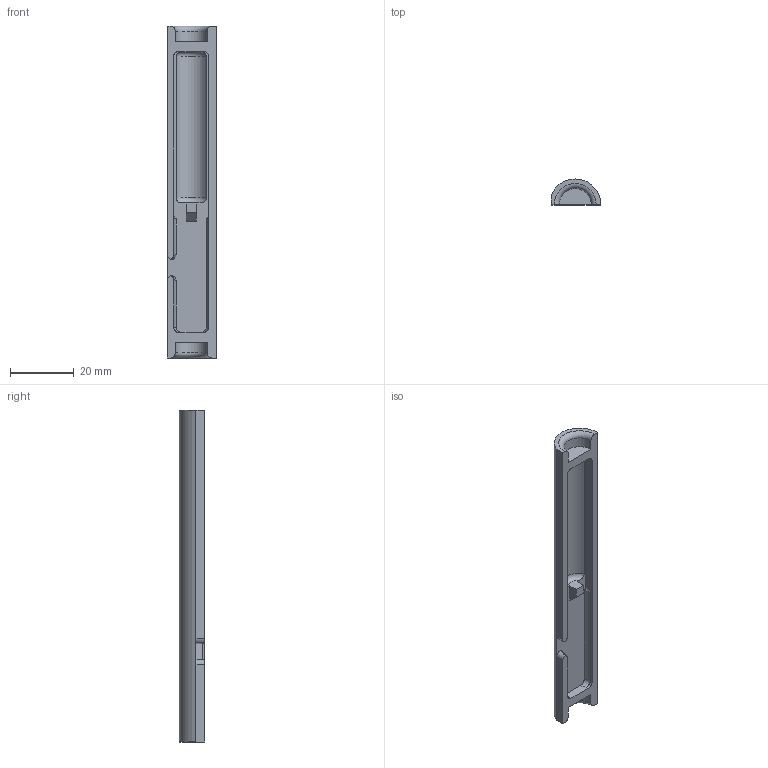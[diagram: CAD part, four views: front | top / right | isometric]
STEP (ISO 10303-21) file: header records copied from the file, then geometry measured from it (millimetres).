
FILE_DESCRIPTION(/* description */ (''),/* implementation_level */ '2;1');
FILE_NAME(/* name */ 'bodyShapeCenterTop.step',/* time_stamp */ '2021-04-18T16:59:26-05:00',/* author */ (''),/* organization */ (''),/* preprocessor_version */ 'ST-DEVELOPER v18.1',/* originating_system */ 'Autodesk Translation Framework v10.6.0.1341',/* authorisation */ '');
FILE_SCHEMA (('AUTOMOTIVE_DESIGN { 1 0 10303 214 3 1 1 }'));
Length unit declared in the file: millimetre
Products named in the file (1): bodyShapeCenterTop
Bounding box: 15.5 x 8 x 104.12 mm (x, y, z)
Volume: 6477.1 mm3; surface area: 5090.3 mm2
Topology: 1 solids, 1 shells, 52 faces, 148 edges, 98 vertices
Faces by surface type: plane 24, cylinder 15, torus 7, bspline 6
Entity records: 1975 total; most frequent: CARTESIAN_POINT 614, ORIENTED_EDGE 296, DIRECTION 253, EDGE_CURVE 148, VERTEX_POINT 98, AXIS2_PLACEMENT_3D 87, LINE 79, VECTOR 79
